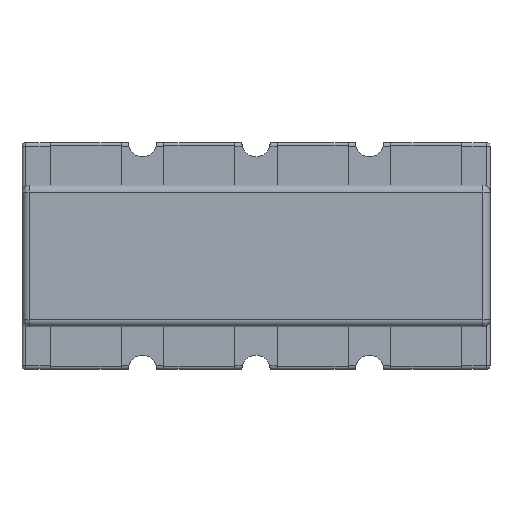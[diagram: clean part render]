
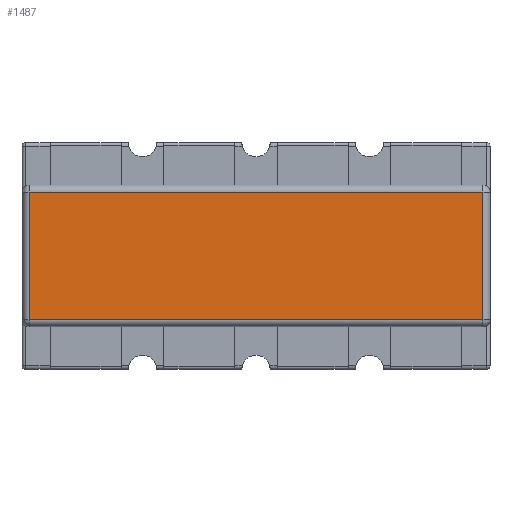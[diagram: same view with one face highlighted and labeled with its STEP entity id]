
A CAD part, top view. The second image highlights one B-rep face of the part: STEP entity #1487.
In plain terms, the highlighted planar face has unit normal (0, 0, 1).
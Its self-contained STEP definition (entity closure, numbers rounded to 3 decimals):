
#96 = CARTESIAN_POINT ( 'NONE',  ( 0., 0., 0.2 ) ) ;
#169 = VECTOR ( 'NONE', #1198, 1000. ) ;
#243 = CARTESIAN_POINT ( 'NONE',  ( -1.6, -0.45, 0.2 ) ) ;
#319 = CARTESIAN_POINT ( 'NONE',  ( 1.6, -0.45, 0.2 ) ) ;
#357 = CARTESIAN_POINT ( 'NONE',  ( 0., 0.45, 0.2 ) ) ;
#398 = DIRECTION ( 'NONE',  ( 1., 0., 0. ) ) ;
#435 = ORIENTED_EDGE ( 'NONE', *, *, #3689, .F. ) ;
#453 = CARTESIAN_POINT ( 'NONE',  ( -1.6, 0.45, 0.2 ) ) ;
#649 = EDGE_CURVE ( 'NONE', #1572, #3522, #1413, .T. ) ;
#812 = FACE_OUTER_BOUND ( 'NONE', #3175, .T. ) ;
#836 = AXIS2_PLACEMENT_3D ( 'NONE', #96, #2161, #398 ) ;
#849 = EDGE_CURVE ( 'NONE', #3380, #3228, #1737, .T. ) ;
#885 = DIRECTION ( 'NONE',  ( 0., -1., 0. ) ) ;
#1198 = DIRECTION ( 'NONE',  ( -1., 0., 0. ) ) ;
#1284 = ORIENTED_EDGE ( 'NONE', *, *, #3625, .F. ) ;
#1357 = VECTOR ( 'NONE', #3336, 1000. ) ;
#1413 = LINE ( 'NONE', #2636, #2216 ) ;
#1487 = ADVANCED_FACE ( 'NONE', ( #812 ), #2744, .T. ) ;
#1520 = CARTESIAN_POINT ( 'NONE',  ( 0., -0.45, 0.2 ) ) ;
#1572 = VERTEX_POINT ( 'NONE', #453 ) ;
#1737 = LINE ( 'NONE', #2274, #3133 ) ;
#2161 = DIRECTION ( 'NONE',  ( 0., 0., 1. ) ) ;
#2166 = LINE ( 'NONE', #357, #1357 ) ;
#2216 = VECTOR ( 'NONE', #885, 1000. ) ;
#2274 = CARTESIAN_POINT ( 'NONE',  ( 1.6, 0., 0.2 ) ) ;
#2532 = LINE ( 'NONE', #1520, #169 ) ;
#2586 = DIRECTION ( 'NONE',  ( 0., -1., 0. ) ) ;
#2636 = CARTESIAN_POINT ( 'NONE',  ( -1.6, 0., 0.2 ) ) ;
#2641 = ORIENTED_EDGE ( 'NONE', *, *, #649, .T. ) ;
#2744 = PLANE ( 'NONE',  #836 ) ;
#2855 = CARTESIAN_POINT ( 'NONE',  ( 1.6, 0.45, 0.2 ) ) ;
#3133 = VECTOR ( 'NONE', #2586, 1000. ) ;
#3175 = EDGE_LOOP ( 'NONE', ( #2641, #1284, #3421, #435 ) ) ;
#3228 = VERTEX_POINT ( 'NONE', #319 ) ;
#3336 = DIRECTION ( 'NONE',  ( 1., 0., 0. ) ) ;
#3380 = VERTEX_POINT ( 'NONE', #2855 ) ;
#3421 = ORIENTED_EDGE ( 'NONE', *, *, #849, .F. ) ;
#3522 = VERTEX_POINT ( 'NONE', #243 ) ;
#3625 = EDGE_CURVE ( 'NONE', #3228, #3522, #2532, .T. ) ;
#3689 = EDGE_CURVE ( 'NONE', #1572, #3380, #2166, .T. ) ;
